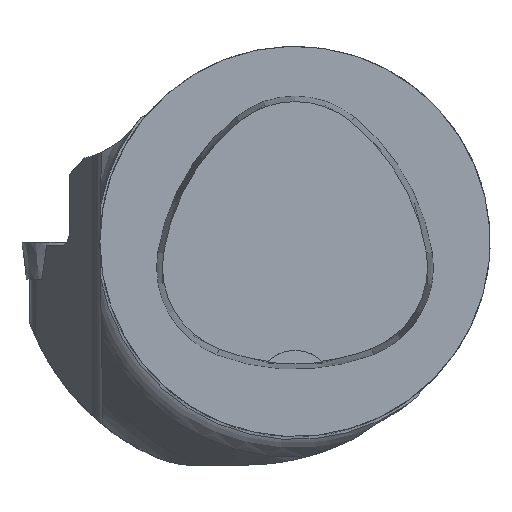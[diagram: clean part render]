
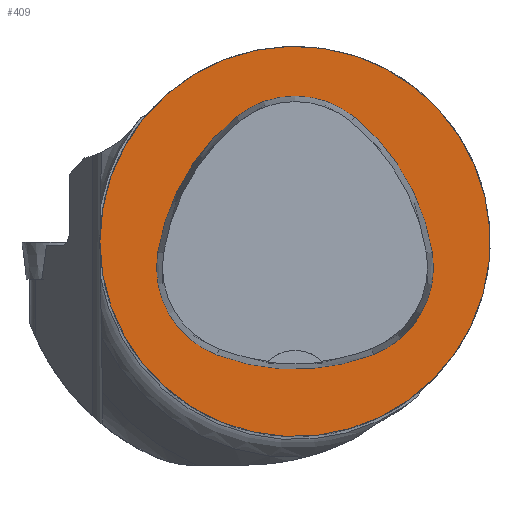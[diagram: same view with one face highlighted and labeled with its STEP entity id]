
A CAD part, top view. The second image highlights one B-rep face of the part: STEP entity #409.
In plain terms, the highlighted planar face has unit normal (0, 0, 1).
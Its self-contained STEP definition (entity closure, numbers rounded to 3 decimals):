
#409=ADVANCED_FACE('',(#503,#504),#458,.T.);
#458=PLANE('',#1448);
#503=FACE_BOUND('',#566,.T.);
#504=FACE_BOUND('',#567,.T.);
#566=EDGE_LOOP('',(#817,#818,#819,#820,#821,#822));
#567=EDGE_LOOP('',(#823));
#817=ORIENTED_EDGE('',*,*,#1202,.T.);
#818=ORIENTED_EDGE('',*,*,#1182,.T.);
#819=ORIENTED_EDGE('',*,*,#1186,.T.);
#820=ORIENTED_EDGE('',*,*,#1189,.T.);
#821=ORIENTED_EDGE('',*,*,#1192,.T.);
#822=ORIENTED_EDGE('',*,*,#1200,.T.);
#823=ORIENTED_EDGE('',*,*,#1170,.F.);
#1028=VERTEX_POINT('',#2250);
#1039=VERTEX_POINT('',#2298);
#1040=VERTEX_POINT('',#2299);
#1043=VERTEX_POINT('',#2307);
#1045=VERTEX_POINT('',#2313);
#1047=VERTEX_POINT('',#2319);
#1054=VERTEX_POINT('',#2340);
#1170=EDGE_CURVE('',#1028,#1028,#1269,.T.);
#1182=EDGE_CURVE('',#1039,#1040,#1271,.T.);
#1186=EDGE_CURVE('',#1040,#1043,#1273,.T.);
#1189=EDGE_CURVE('',#1043,#1045,#1275,.T.);
#1192=EDGE_CURVE('',#1045,#1047,#1277,.T.);
#1200=EDGE_CURVE('',#1047,#1054,#1281,.T.);
#1202=EDGE_CURVE('',#1054,#1039,#1283,.T.);
#1269=CIRCLE('',#1418,25.);
#1271=CIRCLE('',#1426,28.);
#1273=CIRCLE('',#1429,12.);
#1275=CIRCLE('',#1432,28.);
#1277=CIRCLE('',#1435,12.);
#1281=CIRCLE('',#1440,28.);
#1283=CIRCLE('',#1443,12.);
#1418=AXIS2_PLACEMENT_3D('',#2249,#1688,#1689);
#1426=AXIS2_PLACEMENT_3D('',#2297,#1708,#1709);
#1429=AXIS2_PLACEMENT_3D('',#2306,#1716,#1717);
#1432=AXIS2_PLACEMENT_3D('',#2312,#1723,#1724);
#1435=AXIS2_PLACEMENT_3D('',#2318,#1730,#1731);
#1440=AXIS2_PLACEMENT_3D('',#2341,#1742,#1743);
#1443=AXIS2_PLACEMENT_3D('',#2344,#1748,#1749);
#1448=AXIS2_PLACEMENT_3D('',#2349,#1758,#1759);
#1688=DIRECTION('',(0.,0.,-1.));
#1689=DIRECTION('',(-1.,0.,0.));
#1708=DIRECTION('',(0.,0.,-1.));
#1709=DIRECTION('',(-1.,0.,0.));
#1716=DIRECTION('',(0.,0.,-1.));
#1717=DIRECTION('',(-1.,0.,0.));
#1723=DIRECTION('',(0.,0.,-1.));
#1724=DIRECTION('',(-1.,0.,0.));
#1730=DIRECTION('',(0.,0.,-1.));
#1731=DIRECTION('',(-1.,0.,0.));
#1742=DIRECTION('',(0.,0.,-1.));
#1743=DIRECTION('',(-1.,0.,0.));
#1748=DIRECTION('',(0.,0.,-1.));
#1749=DIRECTION('',(-1.,0.,0.));
#1758=DIRECTION('',(0.,0.,1.));
#1759=DIRECTION('',(1.,0.,0.));
#2249=CARTESIAN_POINT('',(0.,0.,0.));
#2250=CARTESIAN_POINT('',(-25.,0.,0.));
#2297=CARTESIAN_POINT('',(10.068,-5.824,0.));
#2298=CARTESIAN_POINT('',(-17.584,-1.424,0.));
#2299=CARTESIAN_POINT('',(-7.531,15.953,0.));
#2306=CARTESIAN_POINT('',(0.011,6.62,0.));
#2307=CARTESIAN_POINT('',(7.567,15.942,0.));
#2312=CARTESIAN_POINT('',(-10.063,-5.81,0.));
#2313=CARTESIAN_POINT('',(17.59,-1.418,0.));
#2318=CARTESIAN_POINT('',(5.739,-3.3,0.));
#2319=CARTESIAN_POINT('',(10.05,-14.499,0.));
#2340=CARTESIAN_POINT('',(-10.025,-14.516,0.));
#2341=CARTESIAN_POINT('',(-0.01,11.631,0.));
#2344=CARTESIAN_POINT('',(-5.733,-3.31,0.));
#2349=CARTESIAN_POINT('',(0.,0.,0.));
